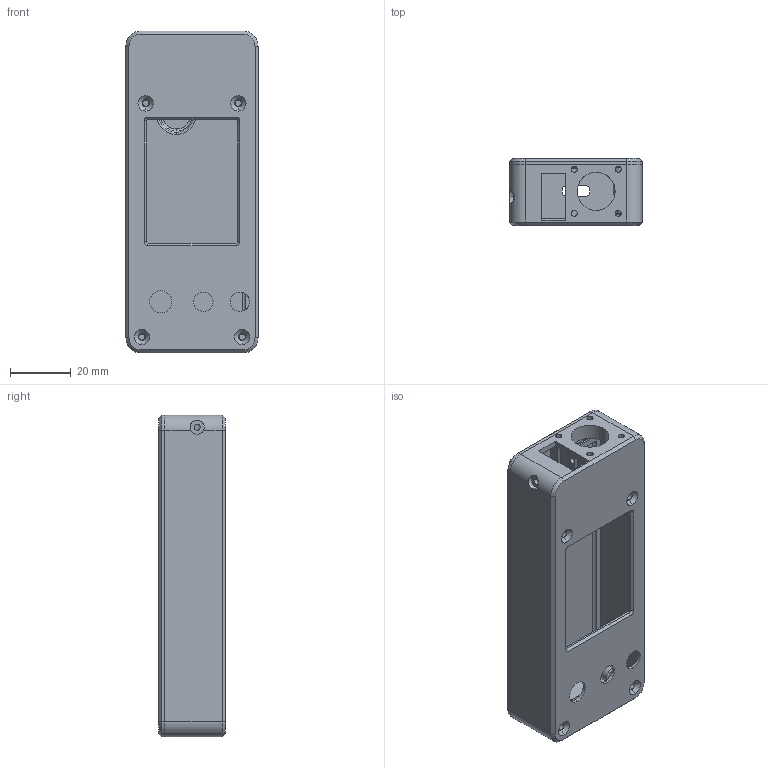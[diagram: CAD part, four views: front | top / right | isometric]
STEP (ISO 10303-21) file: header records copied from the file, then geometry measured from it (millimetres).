
FILE_DESCRIPTION (( 'STEP AP214' ), '1' );
FILE_NAME ('AxxSolder_Encolsure_Portable_Top.STEP', '2024-02-23T18:16:15', ( '' ), ( '' ), 'SwSTEP 2.0', 'SolidWorks 2020', '' );
FILE_SCHEMA (( 'AUTOMOTIVE_DESIGN' ));
Length unit declared in the file: millimetre
Products named in the file (1): AxxSolder_Encolsure_Portable_Top
Bounding box: 43.5 x 21.95 x 106 mm (x, y, z)
Volume: 27720.7 mm3; surface area: 28620.5 mm2
Topology: 2 solids, 2 shells, 384 faces, 946 edges, 556 vertices
Faces by surface type: cylinder 131, plane 125, cone 70, torus 37, sphere 18, bspline 3
Entity records: 11787 total; most frequent: CARTESIAN_POINT 2435, DIRECTION 2057, ORIENTED_EDGE 1854, EDGE_CURVE 927, AXIS2_PLACEMENT_3D 787, VERTEX_POINT 554, LINE 483, VECTOR 483
